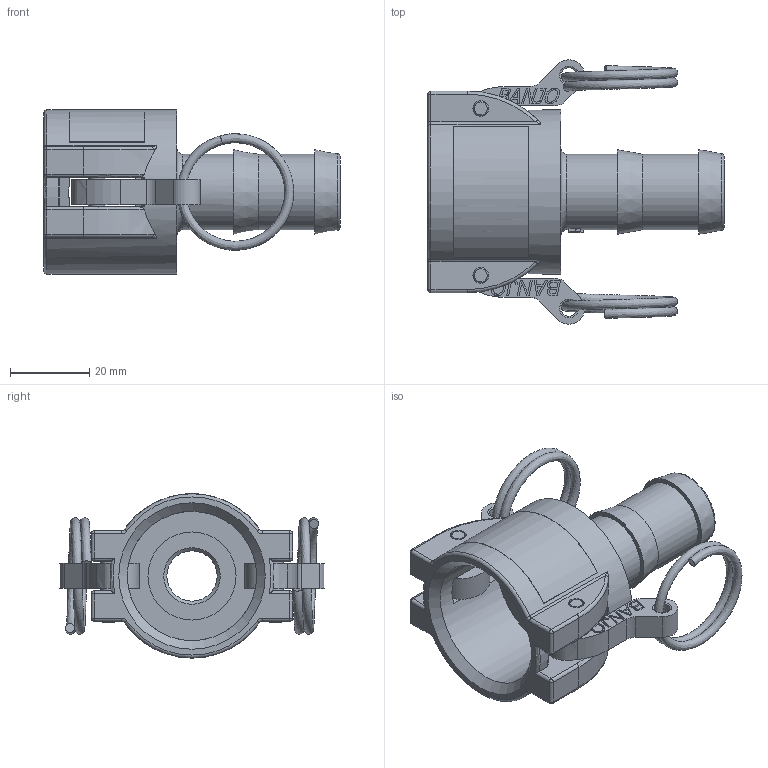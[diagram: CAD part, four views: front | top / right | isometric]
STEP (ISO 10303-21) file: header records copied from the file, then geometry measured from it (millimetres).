
FILE_DESCRIPTION(/* description */ ('Molded 3/4" Coupler X 3/4" Hose Barb'),/* implementation_level */ '2;1');
FILE_NAME(/* name */ '075C.stp',/* time_stamp */ '2014-01-15T15:19:24-05:00',/* author */ ('DTruax'),/* organization */ (''),/* preprocessor_version */ 'ST-DEVELOPER v15.2',/* originating_system */ 'Autodesk Inventor 2014',/* authorisation */ '');
FILE_SCHEMA (('AUTOMOTIVE_DESIGN { 1 0 10303 214 3 1 1 }'));
Length unit declared in the file: inch
Products named in the file (9): 075CX; 075CXM; 75GFD; 75XK; 100RING; 75K; 75P; 100DECAL; 075C
Bounding box: 74.68 x 66.66 x 41.4 mm (x, y, z)
Volume: 36653.4 mm3; surface area: 24851 mm2
Topology: 9 solids, 9 shells, 804 faces, 2086 edges, 1366 vertices
Faces by surface type: plane 419, bspline 252, cylinder 91, torus 18, cone 16, sphere 8
Full cylindrical faces by diameter (mm): 3.962 x8, 4.039 x2, 12.7 x1, 19.05 x2, 22.225 x1, 32.614 x1, 34.925 x1, 36.119 x1, 41.402 x1
Entity records: 21003 total; most frequent: CARTESIAN_POINT 7001, ORIENTED_EDGE 3100, DIRECTION 2371, EDGE_CURVE 1550, VERTEX_POINT 1029, LINE 835, VECTOR 835, AXIS2_PLACEMENT_3D 768
